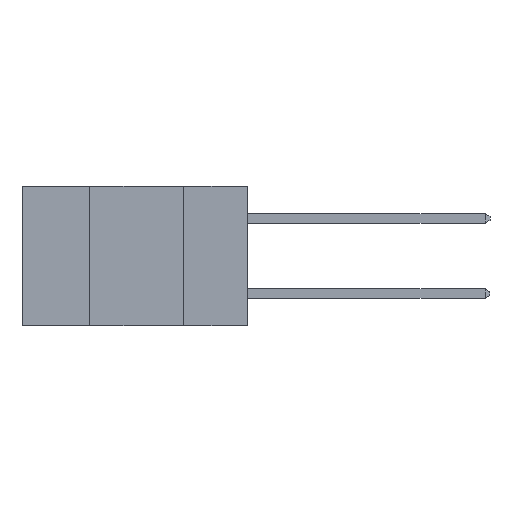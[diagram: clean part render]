
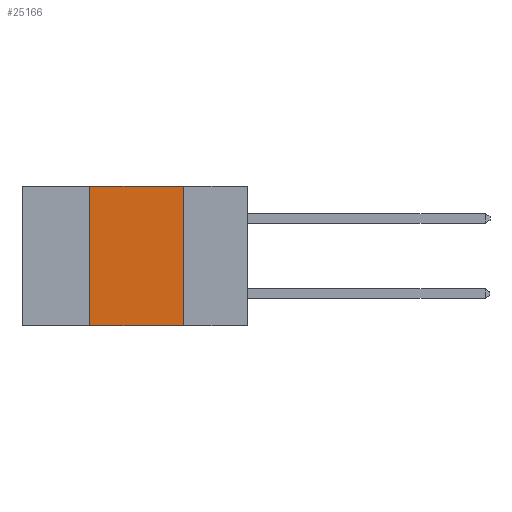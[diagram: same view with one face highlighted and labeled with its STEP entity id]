
A CAD part, left-side view. The second image highlights one B-rep face of the part: STEP entity #25166.
In plain terms, the highlighted planar face has unit normal (-1, 0, 0).
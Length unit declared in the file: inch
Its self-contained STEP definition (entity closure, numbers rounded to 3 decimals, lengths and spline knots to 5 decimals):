
#2 = EDGE_LOOP ( 'NONE', ( #12007, #12419, #4401, #7589 ) ) ;
#188 = DIRECTION ( 'NONE',  ( 0., -1., 0. ) ) ;
#274 = VERTEX_POINT ( 'NONE', #5863 ) ;
#414 = VECTOR ( 'NONE', #6096, 39.37008 ) ;
#1297 = VERTEX_POINT ( 'NONE', #14607 ) ;
#1812 = AXIS2_PLACEMENT_3D ( 'NONE', #9231, #24379, #11442 ) ;
#1913 = EDGE_CURVE ( 'NONE', #1940, #14718, #12763, .T. ) ;
#1940 = VERTEX_POINT ( 'NONE', #6660 ) ;
#2602 = PLANE ( 'NONE',  #1812 ) ;
#3362 = CARTESIAN_POINT ( 'NONE',  ( 0., 0.17, 0. ) ) ;
#3533 = LINE ( 'NONE', #27677, #5104 ) ;
#4401 = ORIENTED_EDGE ( 'NONE', *, *, #27729, .F. ) ;
#4562 = EDGE_CURVE ( 'NONE', #274, #1940, #8934, .T. ) ;
#5104 = VECTOR ( 'NONE', #23351, 39.37008 ) ;
#5863 = CARTESIAN_POINT ( 'NONE',  ( 0., 0.42, 0. ) ) ;
#6096 = DIRECTION ( 'NONE',  ( 0., 0., -1. ) ) ;
#6660 = CARTESIAN_POINT ( 'NONE',  ( 0., 0.17, 0. ) ) ;
#7387 = EDGE_CURVE ( 'NONE', #1297, #14718, #15620, .T. ) ;
#7589 = ORIENTED_EDGE ( 'NONE', *, *, #7387, .T. ) ;
#8252 = VECTOR ( 'NONE', #188, 39.37008 ) ;
#8934 = LINE ( 'NONE', #11124, #8252 ) ;
#9231 = CARTESIAN_POINT ( 'NONE',  ( 0., 0.6, 0. ) ) ;
#11124 = CARTESIAN_POINT ( 'NONE',  ( 0., 0.6, 0. ) ) ;
#11442 = DIRECTION ( 'NONE',  ( 0., 0., -1. ) ) ;
#12007 = ORIENTED_EDGE ( 'NONE', *, *, #1913, .F. ) ;
#12419 = ORIENTED_EDGE ( 'NONE', *, *, #4562, .F. ) ;
#12763 = LINE ( 'NONE', #3362, #414 ) ;
#14607 = CARTESIAN_POINT ( 'NONE',  ( 0., 0.42, -0.37 ) ) ;
#14718 = VERTEX_POINT ( 'NONE', #27420 ) ;
#15620 = LINE ( 'NONE', #20644, #22026 ) ;
#16287 = DIRECTION ( 'NONE',  ( 0., -1., 0. ) ) ;
#19662 = FACE_OUTER_BOUND ( 'NONE', #2, .T. ) ;
#20644 = CARTESIAN_POINT ( 'NONE',  ( 0., 0.6, -0.37 ) ) ;
#22026 = VECTOR ( 'NONE', #16287, 39.37008 ) ;
#23351 = DIRECTION ( 'NONE',  ( 0., 0., 1. ) ) ;
#24379 = DIRECTION ( 'NONE',  ( 1., 0., 0. ) ) ;
#25166 = ADVANCED_FACE ( 'NONE', ( #19662 ), #2602, .F. ) ;
#27420 = CARTESIAN_POINT ( 'NONE',  ( 0., 0.17, -0.37 ) ) ;
#27677 = CARTESIAN_POINT ( 'NONE',  ( 0., 0.42, 0. ) ) ;
#27729 = EDGE_CURVE ( 'NONE', #1297, #274, #3533, .T. ) ;
